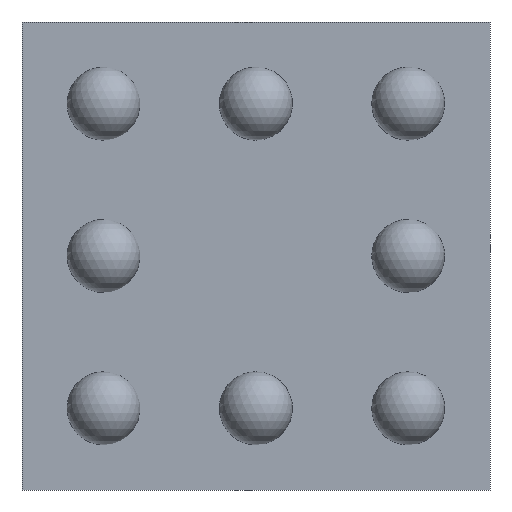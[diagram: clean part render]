
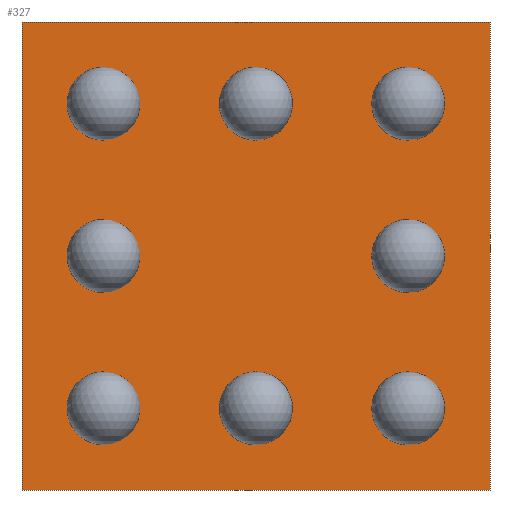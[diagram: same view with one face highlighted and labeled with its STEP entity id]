
A CAD part, front view. The second image highlights one B-rep face of the part: STEP entity #327.
In plain terms, the highlighted planar face has unit normal (0, -1, 0).
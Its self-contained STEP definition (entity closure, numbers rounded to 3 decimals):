
#19=LINE('',#533,#43);
#23=LINE('',#541,#47);
#26=LINE('',#547,#50);
#29=LINE('',#552,#53);
#43=VECTOR('',#434,1000.);
#47=VECTOR('',#440,1000.);
#50=VECTOR('',#445,1000.);
#53=VECTOR('',#450,1000.);
#72=PLANE('',#381);
#114=FACE_OUTER_BOUND('',#136,.T.);
#136=EDGE_LOOP('',(#268,#269,#270,#271));
#175=VERTEX_POINT('',#531);
#176=VERTEX_POINT('',#532);
#179=VERTEX_POINT('',#540);
#181=VERTEX_POINT('',#546);
#203=EDGE_CURVE('',#175,#176,#19,.T.);
#207=EDGE_CURVE('',#176,#179,#23,.T.);
#210=EDGE_CURVE('',#179,#181,#26,.T.);
#213=EDGE_CURVE('',#181,#175,#29,.T.);
#268=ORIENTED_EDGE('',*,*,#203,.F.);
#269=ORIENTED_EDGE('',*,*,#213,.F.);
#270=ORIENTED_EDGE('',*,*,#210,.F.);
#271=ORIENTED_EDGE('',*,*,#207,.F.);
#327=ADVANCED_FACE('',(#114),#72,.T.);
#381=AXIS2_PLACEMENT_3D('',#555,#454,#455);
#434=DIRECTION('',(0.,0.,-1.));
#440=DIRECTION('',(-1.,0.,0.));
#445=DIRECTION('',(0.,0.,1.));
#450=DIRECTION('',(1.,0.,0.));
#454=DIRECTION('center_axis',(0.,-1.,0.));
#455=DIRECTION('ref_axis',(0.,0.,-1.));
#531=CARTESIAN_POINT('',(0.768,0.144,0.768));
#532=CARTESIAN_POINT('',(0.768,0.144,-0.768));
#533=CARTESIAN_POINT('',(0.768,0.144,0.768));
#540=CARTESIAN_POINT('',(-0.768,0.144,-0.768));
#541=CARTESIAN_POINT('',(-0.768,0.144,-0.768));
#546=CARTESIAN_POINT('',(-0.768,0.144,0.768));
#547=CARTESIAN_POINT('',(-0.768,0.144,0.768));
#552=CARTESIAN_POINT('',(-0.768,0.144,0.768));
#555=CARTESIAN_POINT('Origin',(0.,0.144,0.));
